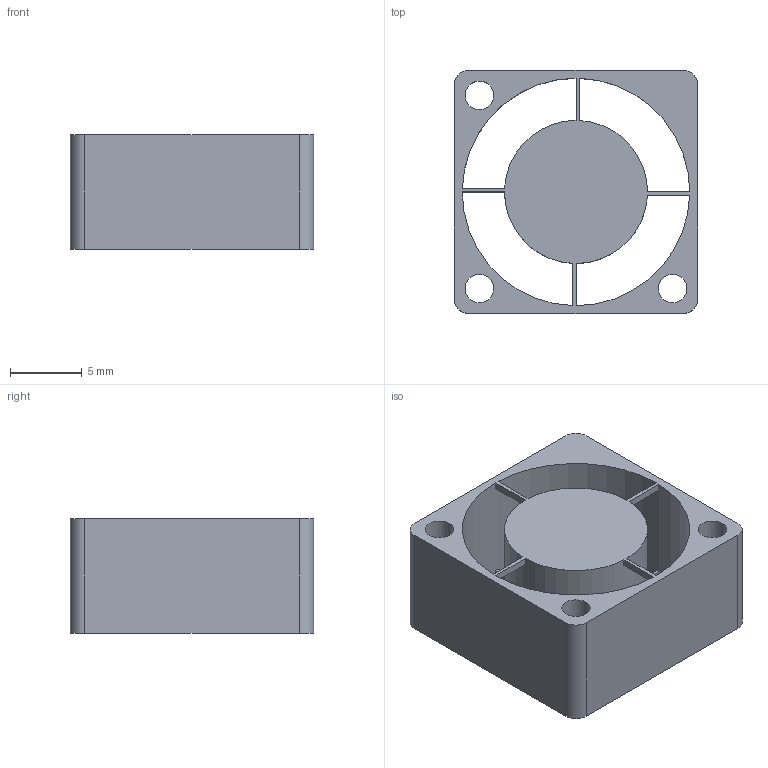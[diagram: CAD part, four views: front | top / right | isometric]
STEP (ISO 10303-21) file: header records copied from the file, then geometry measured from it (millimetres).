
FILE_DESCRIPTION(/* description */ (''),/* implementation_level */ '2;1');
FILE_NAME(/* name */ '07431cbe-db33-4de0-8313-0904081e211f.stp',/* time_stamp */ '2023-05-24T13:48:01Z',/* author */ (''),/* organization */ (''),/* preprocessor_version */ 'ST-DEVELOPER v19.2',/* originating_system */ 'Autodesk Translation Framework v12.6.0.85',/* authorisation */ '');
FILE_SCHEMA (('AUTOMOTIVE_DESIGN { 1 0 10303 214 3 1 1 }'));
Length unit declared in the file: millimetre
Products named in the file (1): Axial fan
Bounding box: 17 x 17 x 8 mm (x, y, z)
Volume: 1272.6 mm3; surface area: 1682.8 mm2
Topology: 1 solids, 1 shells, 39 faces, 131 edges, 86 vertices
Faces by surface type: plane 30, cylinder 9
Full cylindrical faces by diameter (mm): 2 x3, 10 x1, 15.9 x1
Entity records: 1516 total; most frequent: ORIENTED_EDGE 262, DIRECTION 257, CARTESIAN_POINT 257, EDGE_CURVE 131, VERTEX_POINT 86, AXIS2_PLACEMENT_3D 86, LINE 85, VECTOR 85
